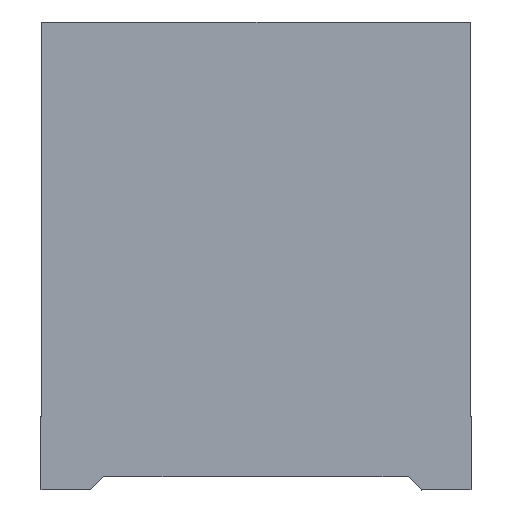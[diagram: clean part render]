
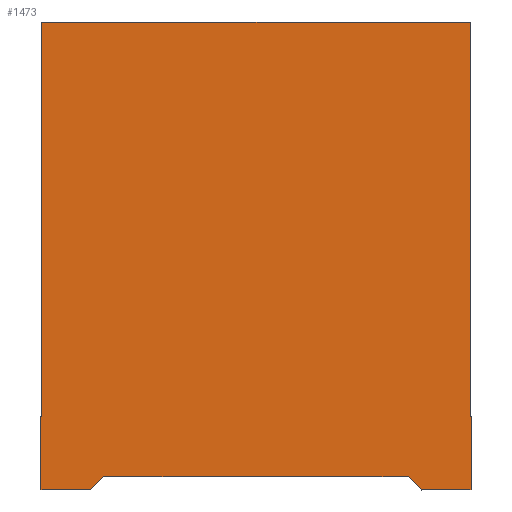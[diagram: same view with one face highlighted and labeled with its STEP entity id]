
A CAD part, front view. The second image highlights one B-rep face of the part: STEP entity #1473.
In plain terms, the highlighted planar face has unit normal (0, -1, 0).
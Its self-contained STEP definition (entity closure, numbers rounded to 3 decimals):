
#33=PLANE('',#1569);
#101=FACE_OUTER_BOUND('',#179,.T.);
#179=EDGE_LOOP('',(#1035,#1036,#1037,#1038,#1039,#1040,#1041,#1042,#1043,
#1044,#1045,#1046,#1047));
#281=LINE('',#2076,#472);
#282=LINE('',#2078,#473);
#283=LINE('',#2080,#474);
#284=LINE('',#2082,#475);
#285=LINE('',#2084,#476);
#286=LINE('',#2086,#477);
#287=LINE('',#2088,#478);
#288=LINE('',#2090,#479);
#289=LINE('',#2092,#480);
#290=LINE('',#2094,#481);
#291=LINE('',#2096,#482);
#292=LINE('',#2098,#483);
#293=LINE('',#2099,#484);
#472=VECTOR('',#1687,10.);
#473=VECTOR('',#1688,10.);
#474=VECTOR('',#1689,10.);
#475=VECTOR('',#1690,10.);
#476=VECTOR('',#1691,10.);
#477=VECTOR('',#1692,10.);
#478=VECTOR('',#1693,10.);
#479=VECTOR('',#1694,10.);
#480=VECTOR('',#1695,10.);
#481=VECTOR('',#1696,10.);
#482=VECTOR('',#1697,10.);
#483=VECTOR('',#1698,10.);
#484=VECTOR('',#1699,10.);
#665=VERTEX_POINT('',#2074);
#666=VERTEX_POINT('',#2075);
#667=VERTEX_POINT('',#2077);
#668=VERTEX_POINT('',#2079);
#669=VERTEX_POINT('',#2081);
#670=VERTEX_POINT('',#2083);
#671=VERTEX_POINT('',#2085);
#672=VERTEX_POINT('',#2087);
#673=VERTEX_POINT('',#2089);
#674=VERTEX_POINT('',#2091);
#675=VERTEX_POINT('',#2093);
#676=VERTEX_POINT('',#2095);
#677=VERTEX_POINT('',#2097);
#812=EDGE_CURVE('',#665,#666,#281,.T.);
#813=EDGE_CURVE('',#667,#665,#282,.T.);
#814=EDGE_CURVE('',#668,#667,#283,.T.);
#815=EDGE_CURVE('',#669,#668,#284,.T.);
#816=EDGE_CURVE('',#670,#669,#285,.T.);
#817=EDGE_CURVE('',#671,#670,#286,.T.);
#818=EDGE_CURVE('',#672,#671,#287,.T.);
#819=EDGE_CURVE('',#673,#672,#288,.T.);
#820=EDGE_CURVE('',#674,#673,#289,.T.);
#821=EDGE_CURVE('',#675,#674,#290,.T.);
#822=EDGE_CURVE('',#676,#675,#291,.T.);
#823=EDGE_CURVE('',#677,#676,#292,.T.);
#824=EDGE_CURVE('',#666,#677,#293,.T.);
#1035=ORIENTED_EDGE('',*,*,#812,.F.);
#1036=ORIENTED_EDGE('',*,*,#813,.F.);
#1037=ORIENTED_EDGE('',*,*,#814,.F.);
#1038=ORIENTED_EDGE('',*,*,#815,.F.);
#1039=ORIENTED_EDGE('',*,*,#816,.F.);
#1040=ORIENTED_EDGE('',*,*,#817,.F.);
#1041=ORIENTED_EDGE('',*,*,#818,.F.);
#1042=ORIENTED_EDGE('',*,*,#819,.F.);
#1043=ORIENTED_EDGE('',*,*,#820,.F.);
#1044=ORIENTED_EDGE('',*,*,#821,.F.);
#1045=ORIENTED_EDGE('',*,*,#822,.F.);
#1046=ORIENTED_EDGE('',*,*,#823,.F.);
#1047=ORIENTED_EDGE('',*,*,#824,.F.);
#1473=ADVANCED_FACE('',(#101),#33,.F.);
#1569=AXIS2_PLACEMENT_3D('',#2073,#1685,#1686);
#1685=DIRECTION('center_axis',(0.,1.,0.));
#1686=DIRECTION('ref_axis',(1.,0.,0.));
#1687=DIRECTION('',(1.,0.,0.));
#1688=DIRECTION('',(0.,0.,1.));
#1689=DIRECTION('',(1.,0.,0.));
#1690=DIRECTION('',(0.,0.,1.));
#1691=DIRECTION('',(-1.,0.,0.));
#1692=DIRECTION('',(-0.707,0.,-0.707));
#1693=DIRECTION('',(-1.,0.,0.));
#1694=DIRECTION('',(-1.,0.,0.));
#1695=DIRECTION('',(-0.707,0.,0.707));
#1696=DIRECTION('',(-1.,0.,0.));
#1697=DIRECTION('',(0.,0.,-1.));
#1698=DIRECTION('',(1.,0.,0.));
#1699=DIRECTION('',(0.,0.,-1.));
#2073=CARTESIAN_POINT('Origin',(3.432,23.101,-11.177));
#2074=CARTESIAN_POINT('',(-29.868,23.101,13.026));
#2075=CARTESIAN_POINT('',(29.87,23.101,13.026));
#2076=CARTESIAN_POINT('',(21.717,23.101,13.026));
#2077=CARTESIAN_POINT('',(-29.868,23.101,-42.074));
#2078=CARTESIAN_POINT('',(-29.868,23.101,-12.75));
#2079=CARTESIAN_POINT('',(-29.999,23.101,-42.074));
#2080=CARTESIAN_POINT('',(21.717,23.101,-42.074));
#2081=CARTESIAN_POINT('',(-29.999,23.101,-52.274));
#2082=CARTESIAN_POINT('',(-29.999,23.101,-29.176));
#2083=CARTESIAN_POINT('',(-23.089,23.101,-52.274));
#2084=CARTESIAN_POINT('',(1.717,23.101,-52.274));
#2085=CARTESIAN_POINT('',(-21.234,23.101,-50.419));
#2086=CARTESIAN_POINT('',(-5.72,23.101,-34.906));
#2087=CARTESIAN_POINT('',(8.022,23.101,-50.419));
#2088=CARTESIAN_POINT('',(1.702,23.101,-50.419));
#2089=CARTESIAN_POINT('',(21.236,23.101,-50.419));
#2090=CARTESIAN_POINT('',(1.702,23.101,-50.419));
#2091=CARTESIAN_POINT('',(23.091,23.101,-52.274));
#2092=CARTESIAN_POINT('',(7.438,23.101,-36.622));
#2093=CARTESIAN_POINT('',(30.001,23.101,-52.274));
#2094=CARTESIAN_POINT('',(1.717,23.101,-52.274));
#2095=CARTESIAN_POINT('',(30.001,23.101,-42.074));
#2096=CARTESIAN_POINT('',(30.001,23.101,-29.176));
#2097=CARTESIAN_POINT('',(29.87,23.101,-42.074));
#2098=CARTESIAN_POINT('',(21.717,23.101,-42.074));
#2099=CARTESIAN_POINT('',(29.87,23.101,-12.75));
